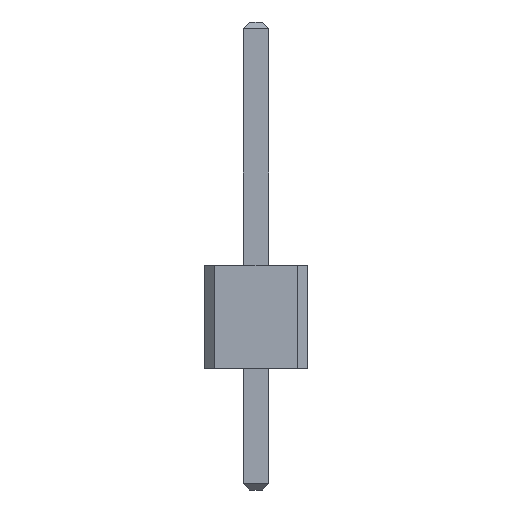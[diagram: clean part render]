
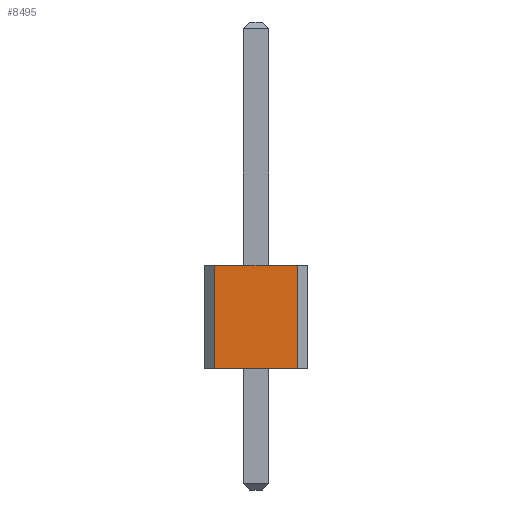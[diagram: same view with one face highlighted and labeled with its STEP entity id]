
A CAD part, front view. The second image highlights one B-rep face of the part: STEP entity #8495.
In plain terms, the highlighted planar face has unit normal (0, -1, 0).
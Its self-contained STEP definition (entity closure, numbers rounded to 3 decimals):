
#647=FACE_OUTER_BOUND('',#1157,.T.);
#1157=EDGE_LOOP('',(#6523,#6524,#6525,#6526));
#1637=LINE('',#11679,#2775);
#1832=LINE('',#12069,#2970);
#2028=LINE('',#12460,#3166);
#2030=LINE('',#12464,#3168);
#2775=VECTOR('',#9477,1.);
#2970=VECTOR('',#9674,1.);
#3166=VECTOR('',#10102,1.);
#3168=VECTOR('',#10108,1.);
#3906=VERTEX_POINT('',#11676);
#3907=VERTEX_POINT('',#11678);
#4100=VERTEX_POINT('',#12066);
#4101=VERTEX_POINT('',#12068);
#4621=EDGE_CURVE('',#3907,#3906,#1637,.T.);
#4816=EDGE_CURVE('',#4100,#4101,#1832,.T.);
#5012=EDGE_CURVE('',#3907,#4100,#2028,.T.);
#5014=EDGE_CURVE('',#3906,#4101,#2030,.T.);
#6523=ORIENTED_EDGE('',*,*,#5012,.F.);
#6524=ORIENTED_EDGE('',*,*,#4621,.T.);
#6525=ORIENTED_EDGE('',*,*,#5014,.T.);
#6526=ORIENTED_EDGE('',*,*,#4816,.F.);
#8025=PLANE('',#8979);
#8495=ADVANCED_FACE('',(#647),#8025,.F.);
#8979=AXIS2_PLACEMENT_3D('',#12463,#10106,#10107);
#9477=DIRECTION('',(1.,0.,0.));
#9674=DIRECTION('',(1.,0.,0.));
#10102=DIRECTION('',(0.,0.,1.));
#10106=DIRECTION('center_axis',(0.,1.,0.));
#10107=DIRECTION('ref_axis',(1.,0.,0.));
#10108=DIRECTION('',(0.,0.,1.));
#11676=CARTESIAN_POINT('',(1.016,-49.53,0.));
#11678=CARTESIAN_POINT('',(-1.016,-49.53,0.));
#11679=CARTESIAN_POINT('',(-1.016,-49.53,0.));
#12066=CARTESIAN_POINT('',(-1.016,-49.53,2.54));
#12068=CARTESIAN_POINT('',(1.016,-49.53,2.54));
#12069=CARTESIAN_POINT('',(-1.016,-49.53,2.54));
#12460=CARTESIAN_POINT('',(-1.016,-49.53,0.));
#12463=CARTESIAN_POINT('Origin',(-1.016,-49.53,0.));
#12464=CARTESIAN_POINT('',(1.016,-49.53,0.));
